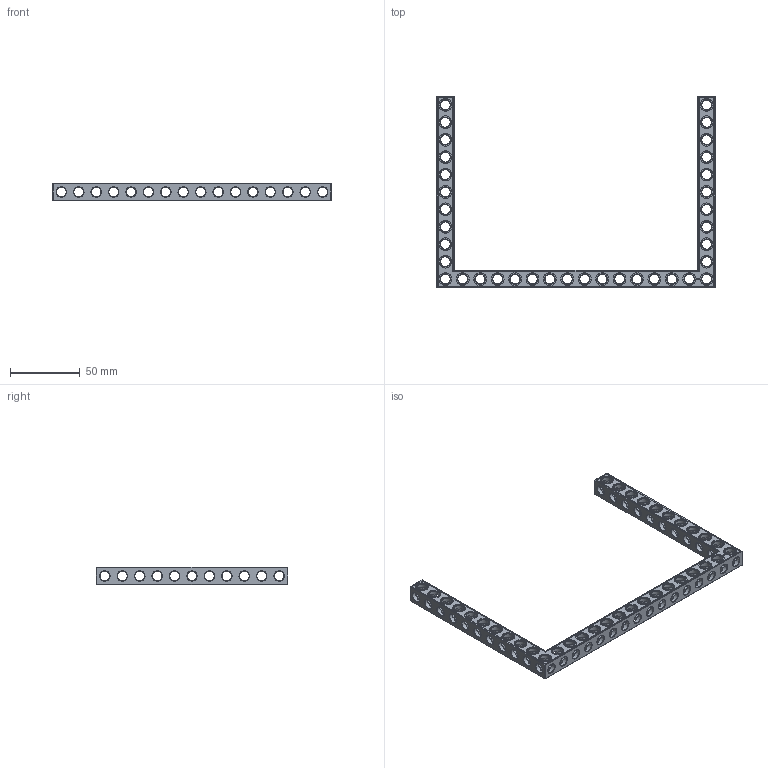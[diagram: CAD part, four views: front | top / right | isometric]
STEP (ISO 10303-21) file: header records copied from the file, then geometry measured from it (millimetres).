
FILE_DESCRIPTION(('FreeCAD Model'),'2;1');
FILE_NAME('Open CASCADE Shape Model','2022-03-06T14:02:02',('Author'),( ''),'Open CASCADE STEP processor 7.5','FreeCAD','Unknown');
FILE_SCHEMA(('AUTOMOTIVE_DESIGN { 1 0 10303 214 1 1 1 1 }'));
Products named in the file (1): Beam AGD ESS USH SYM BU16x11x01 - SPN-BEM-0565 (stemfie.org)
Bounding box: 200 x 137.5 x 12.5 mm (x, y, z)
Volume: 35171.9 mm3; surface area: 31421.5 mm2
Topology: 1 solids, 1 shells, 953 faces, 2909 edges, 1883 vertices
Faces by surface type: plane 408, cylinder 217, extrusion 182, cone 146
Full cylindrical faces by diameter (mm): 6.98 x24, 7 x157, 9.2 x36
Entity records: 178948 total; most frequent: CARTESIAN_POINT 124775, DIRECTION 8747, ORIENTED_EDGE 5818, PCURVE 5818, DEFINITIONAL_REPRESENTATION 5818, VECTOR 5447, LINE 5265, EDGE_CURVE 2909
